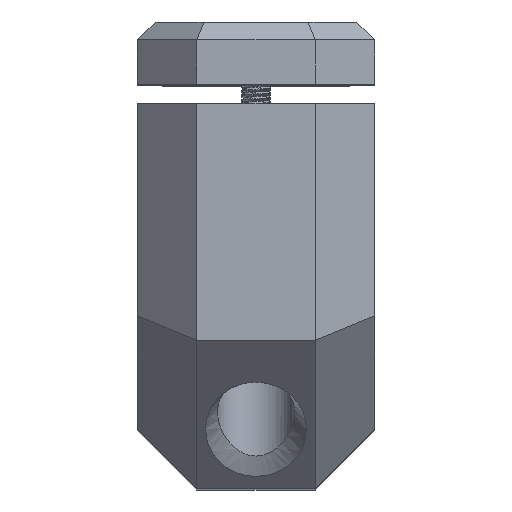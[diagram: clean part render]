
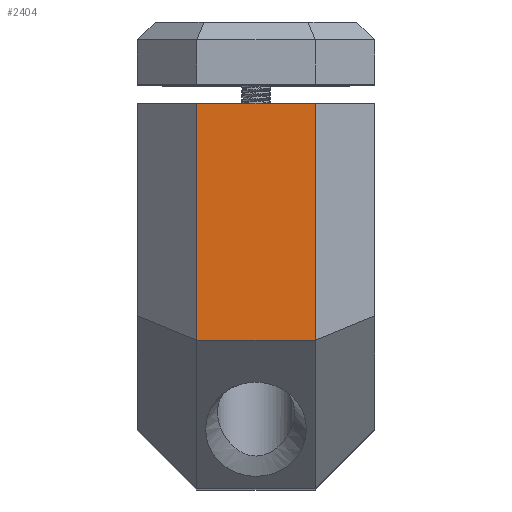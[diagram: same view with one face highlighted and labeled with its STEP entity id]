
A CAD part, top view. The second image highlights one B-rep face of the part: STEP entity #2404.
In plain terms, the highlighted planar face has unit normal (0, 0, 1).
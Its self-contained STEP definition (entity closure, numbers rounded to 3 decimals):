
#79=PLANE('',#2603);
#248=FACE_OUTER_BOUND('',#402,.T.);
#402=EDGE_LOOP('',(#2031,#2032,#2033,#2034));
#621=LINE('',#6630,#846);
#693=LINE('',#6919,#918);
#697=LINE('',#6927,#922);
#698=LINE('',#6928,#923);
#846=VECTOR('',#2858,10.);
#918=VECTOR('',#3042,10.);
#922=VECTOR('',#3052,10.);
#923=VECTOR('',#3053,10.);
#1110=VERTEX_POINT('',#6624);
#1112=VERTEX_POINT('',#6628);
#1173=VERTEX_POINT('',#6918);
#1174=VERTEX_POINT('',#6926);
#1375=EDGE_CURVE('',#1112,#1110,#621,.T.);
#1470=EDGE_CURVE('',#1110,#1173,#693,.T.);
#1474=EDGE_CURVE('',#1174,#1112,#697,.T.);
#1475=EDGE_CURVE('',#1174,#1173,#698,.T.);
#2031=ORIENTED_EDGE('',*,*,#1470,.F.);
#2032=ORIENTED_EDGE('',*,*,#1375,.F.);
#2033=ORIENTED_EDGE('',*,*,#1474,.F.);
#2034=ORIENTED_EDGE('',*,*,#1475,.T.);
#2404=ADVANCED_FACE('',(#248),#79,.T.);
#2603=AXIS2_PLACEMENT_3D('',#6925,#3050,#3051);
#2858=DIRECTION('',(-1.,0.,0.));
#3042=DIRECTION('',(0.,1.,0.));
#3050=DIRECTION('center_axis',(0.,0.,1.));
#3051=DIRECTION('ref_axis',(-1.,0.,0.));
#3052=DIRECTION('',(0.,-1.,0.));
#3053=DIRECTION('',(-1.,0.,0.));
#6624=CARTESIAN_POINT('',(-60.5,-69.787,274.771));
#6628=CARTESIAN_POINT('',(-40.5,-69.787,274.771));
#6630=CARTESIAN_POINT('',(-40.5,-69.787,274.771));
#6918=CARTESIAN_POINT('',(-60.5,-29.787,274.771));
#6919=CARTESIAN_POINT('',(-60.5,-29.787,274.771));
#6925=CARTESIAN_POINT('Origin',(-30.5,-29.787,274.771));
#6926=CARTESIAN_POINT('',(-40.5,-29.787,274.771));
#6927=CARTESIAN_POINT('',(-40.5,-29.787,274.771));
#6928=CARTESIAN_POINT('',(-30.5,-29.787,274.771));
